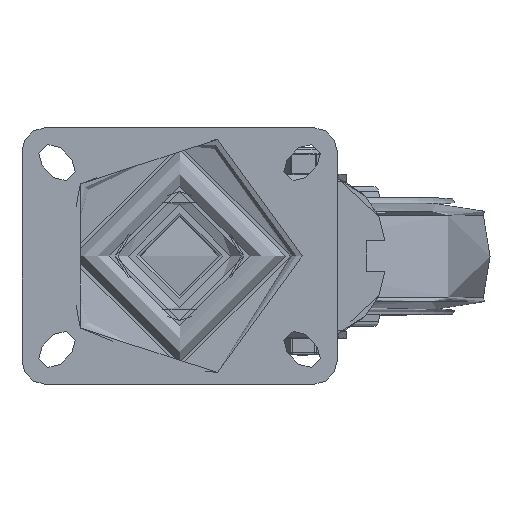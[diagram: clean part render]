
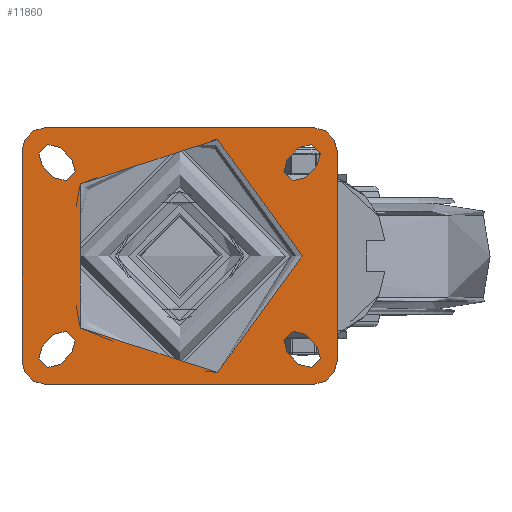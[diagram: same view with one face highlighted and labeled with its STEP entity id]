
A CAD part, top view. The second image highlights one B-rep face of the part: STEP entity #11860.
In plain terms, the highlighted planar face has unit normal (0, 0, 1).
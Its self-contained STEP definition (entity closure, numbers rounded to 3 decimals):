
#508=FACE_BOUND('',#2457,.T.);
#509=FACE_BOUND('',#2458,.T.);
#510=FACE_BOUND('',#2459,.T.);
#511=FACE_BOUND('',#2460,.T.);
#512=FACE_BOUND('',#2461,.T.);
#660=PLANE('',#12841);
#1734=FACE_OUTER_BOUND('',#2456,.T.);
#2456=EDGE_LOOP('',(#8296,#8297,#8298,#8299,#8300,#8301,#8302,#8303));
#2457=EDGE_LOOP('',(#8304));
#2458=EDGE_LOOP('',(#8305,#8306,#8307,#8308));
#2459=EDGE_LOOP('',(#8309,#8310,#8311,#8312));
#2460=EDGE_LOOP('',(#8313,#8314,#8315,#8316));
#2461=EDGE_LOOP('',(#8317,#8318,#8319,#8320));
#3312=LINE('',#19199,#4082);
#3313=LINE('',#19200,#4083);
#3314=LINE('',#19201,#4084);
#3315=LINE('',#19202,#4085);
#3316=LINE('',#19203,#4086);
#3317=LINE('',#19204,#4087);
#3318=LINE('',#19205,#4088);
#3319=LINE('',#19206,#4089);
#3320=LINE('',#19207,#4090);
#3321=LINE('',#19208,#4091);
#3322=LINE('',#19209,#4092);
#3323=LINE('',#19210,#4093);
#4082=VECTOR('',#14051,1000.);
#4083=VECTOR('',#14052,1000.);
#4084=VECTOR('',#14053,1000.);
#4085=VECTOR('',#14054,1000.);
#4086=VECTOR('',#14055,1000.);
#4087=VECTOR('',#14056,1000.);
#4088=VECTOR('',#14057,1000.);
#4089=VECTOR('',#14058,1000.);
#4090=VECTOR('',#14059,1000.);
#4091=VECTOR('',#14060,1000.);
#4092=VECTOR('',#14061,1000.);
#4093=VECTOR('',#14062,1000.);
#4823=CIRCLE('',#12753,5.5);
#4824=CIRCLE('',#12755,5.5);
#4827=CIRCLE('',#12759,5.5);
#4828=CIRCLE('',#12761,5.5);
#4831=CIRCLE('',#12765,5.5);
#4832=CIRCLE('',#12767,5.5);
#4835=CIRCLE('',#12771,5.5);
#4836=CIRCLE('',#12773,5.5);
#4842=CIRCLE('',#12782,10.);
#4844=CIRCLE('',#12785,10.);
#4846=CIRCLE('',#12788,10.);
#4848=CIRCLE('',#12791,10.);
#4852=CIRCLE('',#12796,52.494);
#5263=VERTEX_POINT('',#16777);
#5264=VERTEX_POINT('',#16779);
#5265=VERTEX_POINT('',#16783);
#5266=VERTEX_POINT('',#16784);
#5271=VERTEX_POINT('',#16795);
#5272=VERTEX_POINT('',#16797);
#5273=VERTEX_POINT('',#16801);
#5274=VERTEX_POINT('',#16802);
#5279=VERTEX_POINT('',#16813);
#5280=VERTEX_POINT('',#16815);
#5281=VERTEX_POINT('',#16819);
#5282=VERTEX_POINT('',#16820);
#5287=VERTEX_POINT('',#16831);
#5288=VERTEX_POINT('',#16833);
#5289=VERTEX_POINT('',#16837);
#5290=VERTEX_POINT('',#16838);
#5296=VERTEX_POINT('',#16856);
#5297=VERTEX_POINT('',#16857);
#5300=VERTEX_POINT('',#16865);
#5301=VERTEX_POINT('',#16866);
#5304=VERTEX_POINT('',#16874);
#5305=VERTEX_POINT('',#16875);
#5308=VERTEX_POINT('',#16883);
#5309=VERTEX_POINT('',#16884);
#5313=VERTEX_POINT('',#16894);
#6424=EDGE_CURVE('',#5264,#5263,#4823,.T.);
#6426=EDGE_CURVE('',#5265,#5266,#4824,.T.);
#6432=EDGE_CURVE('',#5272,#5271,#4827,.T.);
#6434=EDGE_CURVE('',#5273,#5274,#4828,.T.);
#6440=EDGE_CURVE('',#5280,#5279,#4831,.T.);
#6442=EDGE_CURVE('',#5281,#5282,#4832,.T.);
#6448=EDGE_CURVE('',#5288,#5287,#4835,.T.);
#6450=EDGE_CURVE('',#5289,#5290,#4836,.T.);
#6459=EDGE_CURVE('',#5296,#5297,#4842,.T.);
#6463=EDGE_CURVE('',#5300,#5301,#4844,.T.);
#6467=EDGE_CURVE('',#5304,#5305,#4846,.T.);
#6471=EDGE_CURVE('',#5308,#5309,#4848,.T.);
#6477=EDGE_CURVE('',#5313,#5313,#4852,.T.);
#6512=EDGE_CURVE('',#5305,#5308,#3312,.T.);
#6513=EDGE_CURVE('',#5301,#5304,#3313,.T.);
#6514=EDGE_CURVE('',#5297,#5300,#3314,.T.);
#6515=EDGE_CURVE('',#5309,#5296,#3315,.T.);
#6516=EDGE_CURVE('',#5287,#5289,#3316,.T.);
#6517=EDGE_CURVE('',#5290,#5288,#3317,.T.);
#6518=EDGE_CURVE('',#5279,#5281,#3318,.T.);
#6519=EDGE_CURVE('',#5282,#5280,#3319,.T.);
#6520=EDGE_CURVE('',#5271,#5273,#3320,.T.);
#6521=EDGE_CURVE('',#5274,#5272,#3321,.T.);
#6522=EDGE_CURVE('',#5263,#5265,#3322,.T.);
#6523=EDGE_CURVE('',#5266,#5264,#3323,.T.);
#8296=ORIENTED_EDGE('',*,*,#6471,.F.);
#8297=ORIENTED_EDGE('',*,*,#6512,.F.);
#8298=ORIENTED_EDGE('',*,*,#6467,.F.);
#8299=ORIENTED_EDGE('',*,*,#6513,.F.);
#8300=ORIENTED_EDGE('',*,*,#6463,.F.);
#8301=ORIENTED_EDGE('',*,*,#6514,.F.);
#8302=ORIENTED_EDGE('',*,*,#6459,.F.);
#8303=ORIENTED_EDGE('',*,*,#6515,.F.);
#8304=ORIENTED_EDGE('',*,*,#6477,.F.);
#8305=ORIENTED_EDGE('',*,*,#6516,.T.);
#8306=ORIENTED_EDGE('',*,*,#6450,.T.);
#8307=ORIENTED_EDGE('',*,*,#6517,.T.);
#8308=ORIENTED_EDGE('',*,*,#6448,.T.);
#8309=ORIENTED_EDGE('',*,*,#6518,.T.);
#8310=ORIENTED_EDGE('',*,*,#6442,.T.);
#8311=ORIENTED_EDGE('',*,*,#6519,.T.);
#8312=ORIENTED_EDGE('',*,*,#6440,.T.);
#8313=ORIENTED_EDGE('',*,*,#6520,.T.);
#8314=ORIENTED_EDGE('',*,*,#6434,.T.);
#8315=ORIENTED_EDGE('',*,*,#6521,.T.);
#8316=ORIENTED_EDGE('',*,*,#6432,.T.);
#8317=ORIENTED_EDGE('',*,*,#6522,.T.);
#8318=ORIENTED_EDGE('',*,*,#6426,.T.);
#8319=ORIENTED_EDGE('',*,*,#6523,.T.);
#8320=ORIENTED_EDGE('',*,*,#6424,.T.);
#11860=ADVANCED_FACE('',(#1734,#508,#509,#510,#511,#512),#660,.T.);
#12753=AXIS2_PLACEMENT_3D('',#16780,#13844,#13845);
#12755=AXIS2_PLACEMENT_3D('',#16785,#13849,#13850);
#12759=AXIS2_PLACEMENT_3D('',#16798,#13860,#13861);
#12761=AXIS2_PLACEMENT_3D('',#16803,#13865,#13866);
#12765=AXIS2_PLACEMENT_3D('',#16816,#13876,#13877);
#12767=AXIS2_PLACEMENT_3D('',#16821,#13881,#13882);
#12771=AXIS2_PLACEMENT_3D('',#16834,#13892,#13893);
#12773=AXIS2_PLACEMENT_3D('',#16839,#13897,#13898);
#12782=AXIS2_PLACEMENT_3D('',#16858,#13918,#13919);
#12785=AXIS2_PLACEMENT_3D('',#16867,#13926,#13927);
#12788=AXIS2_PLACEMENT_3D('',#16876,#13934,#13935);
#12791=AXIS2_PLACEMENT_3D('',#16885,#13942,#13943);
#12796=AXIS2_PLACEMENT_3D('',#16896,#13954,#13955);
#12841=AXIS2_PLACEMENT_3D('',#19198,#14049,#14050);
#13844=DIRECTION('center_axis',(0.,0.,-1.));
#13845=DIRECTION('ref_axis',(-1.,0.,0.));
#13849=DIRECTION('center_axis',(0.,0.,-1.));
#13850=DIRECTION('ref_axis',(-1.,0.,0.));
#13860=DIRECTION('center_axis',(0.,0.,-1.));
#13861=DIRECTION('ref_axis',(-1.,0.,0.));
#13865=DIRECTION('center_axis',(0.,0.,-1.));
#13866=DIRECTION('ref_axis',(-1.,0.,0.));
#13876=DIRECTION('center_axis',(0.,0.,-1.));
#13877=DIRECTION('ref_axis',(1.,0.,0.));
#13881=DIRECTION('center_axis',(0.,0.,-1.));
#13882=DIRECTION('ref_axis',(1.,0.,0.));
#13892=DIRECTION('center_axis',(0.,0.,-1.));
#13893=DIRECTION('ref_axis',(1.,0.,0.));
#13897=DIRECTION('center_axis',(0.,0.,-1.));
#13898=DIRECTION('ref_axis',(1.,0.,0.));
#13918=DIRECTION('center_axis',(0.,0.,-1.));
#13919=DIRECTION('ref_axis',(-0.707,0.707,0.));
#13926=DIRECTION('center_axis',(0.,0.,-1.));
#13927=DIRECTION('ref_axis',(0.707,0.707,0.));
#13934=DIRECTION('center_axis',(0.,0.,-1.));
#13935=DIRECTION('ref_axis',(0.707,-0.707,0.));
#13942=DIRECTION('center_axis',(0.,0.,-1.));
#13943=DIRECTION('ref_axis',(-0.707,-0.707,0.));
#13954=DIRECTION('center_axis',(0.,0.,1.));
#13955=DIRECTION('ref_axis',(-1.,0.,0.));
#14049=DIRECTION('center_axis',(0.,0.,1.));
#14050=DIRECTION('ref_axis',(1.,0.,0.));
#14051=DIRECTION('',(-1.,0.,0.));
#14052=DIRECTION('',(0.,-1.,0.));
#14053=DIRECTION('',(1.,0.,0.));
#14054=DIRECTION('',(0.,1.,0.));
#14055=DIRECTION('',(0.707,-0.707,0.));
#14056=DIRECTION('',(-0.707,0.707,0.));
#14057=DIRECTION('',(0.707,0.707,0.));
#14058=DIRECTION('',(-0.707,-0.707,0.));
#14059=DIRECTION('',(-0.707,-0.707,0.));
#14060=DIRECTION('',(0.707,0.707,0.));
#14061=DIRECTION('',(-0.707,0.707,0.));
#14062=DIRECTION('',(0.707,-0.707,0.));
#16777=CARTESIAN_POINT('',(51.086,-46.364,0.));
#16779=CARTESIAN_POINT('',(58.864,-38.586,0.));
#16780=CARTESIAN_POINT('Origin',(54.975,-42.475,0.));
#16783=CARTESIAN_POINT('',(46.136,-41.414,0.));
#16784=CARTESIAN_POINT('',(53.914,-33.636,0.));
#16785=CARTESIAN_POINT('Origin',(50.025,-37.525,0.));
#16795=CARTESIAN_POINT('',(58.864,38.586,0.));
#16797=CARTESIAN_POINT('',(51.086,46.364,0.));
#16798=CARTESIAN_POINT('Origin',(54.975,42.475,0.));
#16801=CARTESIAN_POINT('',(53.914,33.636,0.));
#16802=CARTESIAN_POINT('',(46.136,41.414,0.));
#16803=CARTESIAN_POINT('Origin',(50.025,37.525,0.));
#16813=CARTESIAN_POINT('',(-58.864,-38.586,0.));
#16815=CARTESIAN_POINT('',(-51.086,-46.364,0.));
#16816=CARTESIAN_POINT('Origin',(-54.975,-42.475,0.));
#16819=CARTESIAN_POINT('',(-53.914,-33.636,0.));
#16820=CARTESIAN_POINT('',(-46.136,-41.414,0.));
#16821=CARTESIAN_POINT('Origin',(-50.025,-37.525,0.));
#16831=CARTESIAN_POINT('',(-51.086,46.364,0.));
#16833=CARTESIAN_POINT('',(-58.864,38.586,0.));
#16834=CARTESIAN_POINT('Origin',(-54.975,42.475,0.));
#16837=CARTESIAN_POINT('',(-46.136,41.414,0.));
#16838=CARTESIAN_POINT('',(-53.914,33.636,0.));
#16839=CARTESIAN_POINT('Origin',(-50.025,37.525,0.));
#16856=CARTESIAN_POINT('',(-67.5,45.,0.));
#16857=CARTESIAN_POINT('',(-57.5,55.,0.));
#16858=CARTESIAN_POINT('Origin',(-57.5,45.,0.));
#16865=CARTESIAN_POINT('',(57.5,55.,0.));
#16866=CARTESIAN_POINT('',(67.5,45.,0.));
#16867=CARTESIAN_POINT('Origin',(57.5,45.,0.));
#16874=CARTESIAN_POINT('',(67.5,-45.,0.));
#16875=CARTESIAN_POINT('',(57.5,-55.,0.));
#16876=CARTESIAN_POINT('Origin',(57.5,-45.,0.));
#16883=CARTESIAN_POINT('',(-57.5,-55.,0.));
#16884=CARTESIAN_POINT('',(-67.5,-45.,0.));
#16885=CARTESIAN_POINT('Origin',(-57.5,-45.,0.));
#16894=CARTESIAN_POINT('',(52.494,0.,0.));
#16896=CARTESIAN_POINT('Origin',(0.,0.,0.));
#19198=CARTESIAN_POINT('Origin',(0.,0.,0.));
#19199=CARTESIAN_POINT('',(67.5,-55.,0.));
#19200=CARTESIAN_POINT('',(67.5,55.,0.));
#19201=CARTESIAN_POINT('',(-67.5,55.,0.));
#19202=CARTESIAN_POINT('',(-67.5,-55.,0.));
#19203=CARTESIAN_POINT('',(-51.086,46.364,0.));
#19204=CARTESIAN_POINT('',(-58.864,38.586,0.));
#19205=CARTESIAN_POINT('',(-58.864,-38.586,0.));
#19206=CARTESIAN_POINT('',(-51.086,-46.364,0.));
#19207=CARTESIAN_POINT('',(58.864,38.586,0.));
#19208=CARTESIAN_POINT('',(51.086,46.364,0.));
#19209=CARTESIAN_POINT('',(51.086,-46.364,0.));
#19210=CARTESIAN_POINT('',(58.864,-38.586,0.));
